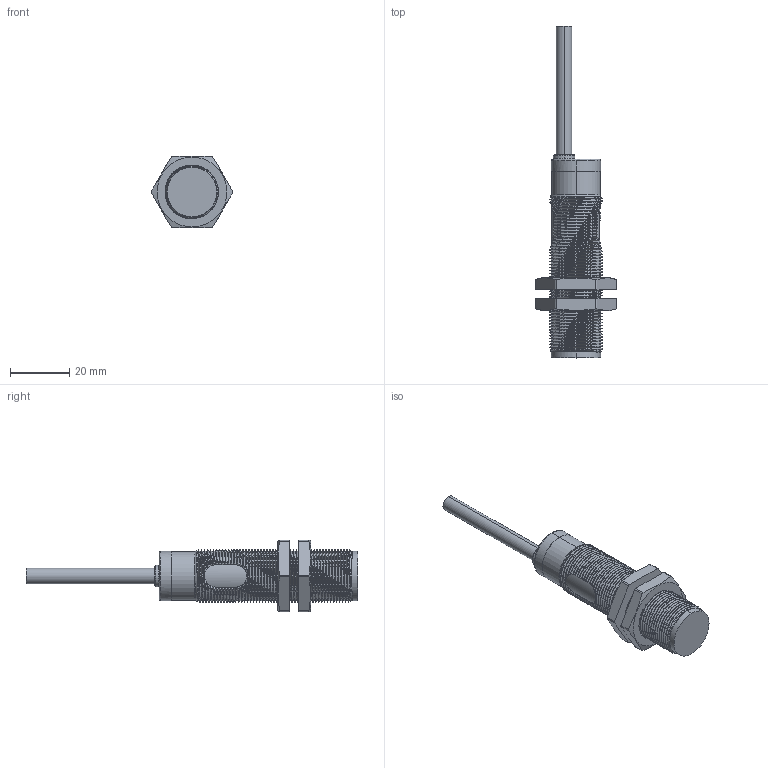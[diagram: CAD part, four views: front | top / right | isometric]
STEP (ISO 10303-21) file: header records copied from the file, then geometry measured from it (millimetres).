
FILE_DESCRIPTION (( 'STEP AP214' ), '1' );
FILE_NAME ('OP18-堤盄倰湍唅聽.STEP', '2024-10-25T07:43:23', ( '' ), ( '' ), 'SwSTEP 2.0', 'SolidWorks 2023', '' );
FILE_SCHEMA (( 'AUTOMOTIVE_DESIGN' ));
Length unit declared in the file: millimetre
Products named in the file (3): PRT0055_2; PRT0056; OP18-出线型带旋钮
Assembly tree (3 placements, depth 2):
  OP18-出线型带旋钮
    PRT0055_2
    PRT0056  x2
Bounding box: 27.56 x 112 x 24 mm (x, y, z)
Volume: 18203 mm3; surface area: 8884.4 mm2
Topology: 3 solids, 4 shells, 484 faces, 1631 edges, 1158 vertices
Faces by surface type: cylinder 312, bspline 108, plane 53, cone 11
Entity records: 36207 total; most frequent: CARTESIAN_POINT 25465, ORIENTED_EDGE 2998, EDGE_CURVE 1499, B_SPLINE_CURVE_WITH_KNOTS 1129, DIRECTION 1098, VERTEX_POINT 1066, EDGE_LOOP 457, FACE_OUTER_BOUND 446
